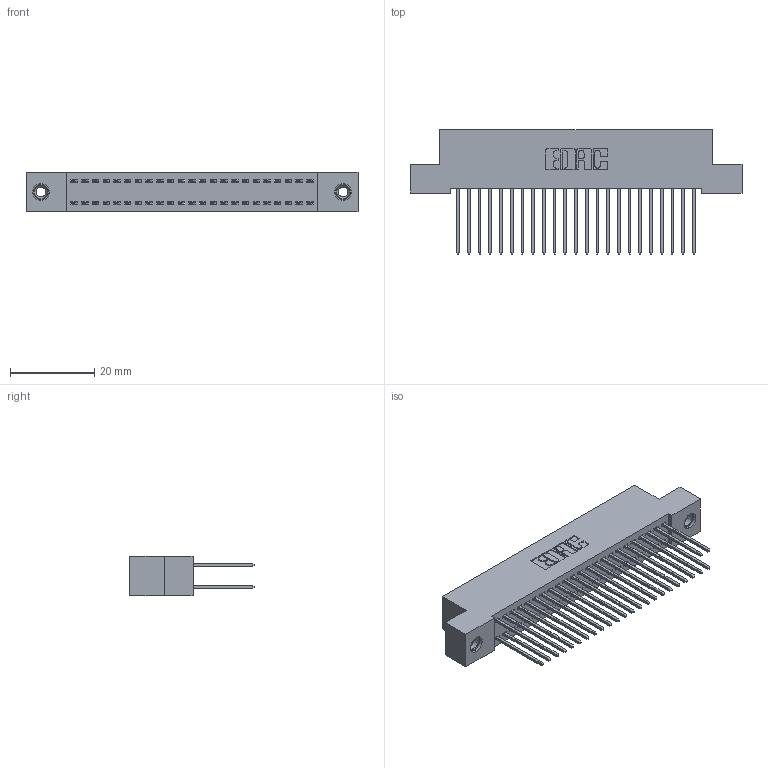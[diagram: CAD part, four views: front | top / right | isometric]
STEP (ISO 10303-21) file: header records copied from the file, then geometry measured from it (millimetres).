
FILE_DESCRIPTION (( 'STEP AP203' ), '1' );
FILE_NAME ('342-046-540-208.STEP', '2019-10-02T20:34:40', ( '' ), ( '' ), 'SwSTEP 2.0', 'SolidWorks 2016', '' );
FILE_SCHEMA (( 'CONFIG_CONTROL_DESIGN' ));
Length unit declared in the file: inch
Products named in the file (4): 342 Part_TI; 345-292-001_345-293-140; 345-250-001_345-250-003-102; 342-046-540-208
Assembly tree (49 placements, depth 2):
  342-046-540-208
    342 Part_TI
    345-292-001_345-293-140  x46
    345-250-001_345-250-003-102  x2
Bounding box: 78.74 x 29.47 x 9.4 mm (x, y, z)
Volume: 7153.6 mm3; surface area: 11961.5 mm2
Topology: 49 solids, 49 shells, 2562 faces, 7565 edges, 4974 vertices
Faces by surface type: plane 1754, cylinder 792, cone 12, torus 4
Entity records: 18326 total; most frequent: CARTESIAN_POINT 3041, ORIENTED_EDGE 2970, DIRECTION 2663, EDGE_CURVE 1485, VECTOR 1337, LINE 1337, VERTEX_POINT 984, AXIS2_PLACEMENT_3D 663
